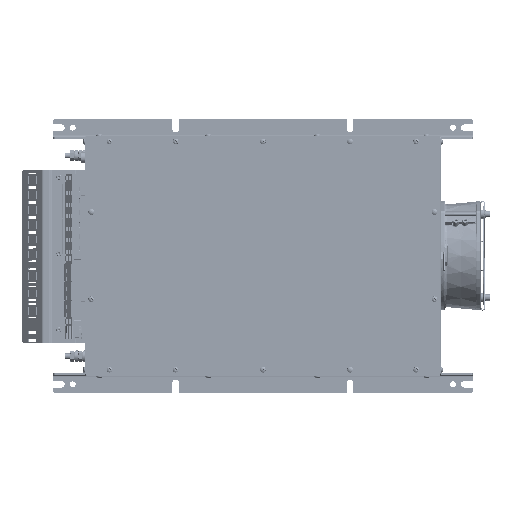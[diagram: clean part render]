
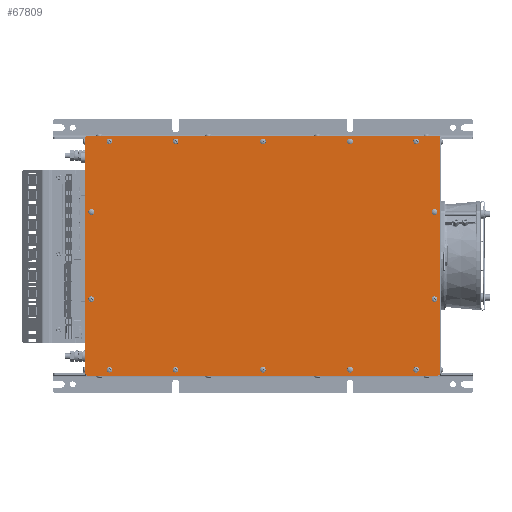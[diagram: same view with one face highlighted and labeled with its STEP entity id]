
A CAD part, top view. The second image highlights one B-rep face of the part: STEP entity #67809.
In plain terms, the highlighted planar face has unit normal (0, 0, 1).
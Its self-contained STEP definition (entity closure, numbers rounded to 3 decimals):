
#4285=LINE('',#100110,#10378);
#4291=LINE('',#100131,#10384);
#4295=LINE('',#100142,#10388);
#4296=LINE('',#100144,#10389);
#10378=VECTOR('',#80229,482.);
#10384=VECTOR('',#80249,482.);
#10388=VECTOR('',#80263,324.);
#10389=VECTOR('',#80266,324.);
#15846=PLANE('',#71714);
#17798=FACE_BOUND('',#22759,.T.);
#17799=FACE_BOUND('',#22760,.T.);
#17800=FACE_BOUND('',#22761,.T.);
#17801=FACE_BOUND('',#22762,.T.);
#17802=FACE_BOUND('',#22763,.T.);
#17803=FACE_BOUND('',#22764,.T.);
#17804=FACE_BOUND('',#22765,.T.);
#17805=FACE_BOUND('',#22766,.T.);
#17806=FACE_BOUND('',#22767,.T.);
#17807=FACE_BOUND('',#22768,.T.);
#17808=FACE_BOUND('',#22769,.T.);
#17809=FACE_BOUND('',#22770,.T.);
#17810=FACE_BOUND('',#22771,.T.);
#17811=FACE_BOUND('',#22772,.T.);
#18860=FACE_OUTER_BOUND('',#22758,.T.);
#22758=EDGE_LOOP('',(#49543,#49544,#49545,#49546,#49547,#49548,#49549,#49550));
#22759=EDGE_LOOP('',(#49551));
#22760=EDGE_LOOP('',(#49552));
#22761=EDGE_LOOP('',(#49553));
#22762=EDGE_LOOP('',(#49554));
#22763=EDGE_LOOP('',(#49555));
#22764=EDGE_LOOP('',(#49556));
#22765=EDGE_LOOP('',(#49557));
#22766=EDGE_LOOP('',(#49558));
#22767=EDGE_LOOP('',(#49559));
#22768=EDGE_LOOP('',(#49560));
#22769=EDGE_LOOP('',(#49561));
#22770=EDGE_LOOP('',(#49562));
#22771=EDGE_LOOP('',(#49563));
#22772=EDGE_LOOP('',(#49564));
#26707=CIRCLE('',#71657,2.5);
#26709=CIRCLE('',#71660,2.5);
#26711=CIRCLE('',#71663,2.5);
#26713=CIRCLE('',#71666,2.5);
#26715=CIRCLE('',#71669,2.5);
#26717=CIRCLE('',#71672,2.5);
#26719=CIRCLE('',#71675,2.5);
#26721=CIRCLE('',#71678,2.5);
#26723=CIRCLE('',#71681,2.5);
#26725=CIRCLE('',#71684,2.5);
#26727=CIRCLE('',#71687,2.5);
#26729=CIRCLE('',#71690,2.5);
#26731=CIRCLE('',#71693,2.5);
#26733=CIRCLE('',#71696,2.5);
#26734=CIRCLE('',#71698,3.);
#26739=CIRCLE('',#71706,3.);
#26740=CIRCLE('',#71709,3.);
#26741=CIRCLE('',#71711,3.);
#30481=VERTEX_POINT('',#100029);
#30483=VERTEX_POINT('',#100034);
#30485=VERTEX_POINT('',#100039);
#30487=VERTEX_POINT('',#100044);
#30489=VERTEX_POINT('',#100049);
#30491=VERTEX_POINT('',#100054);
#30493=VERTEX_POINT('',#100059);
#30495=VERTEX_POINT('',#100064);
#30497=VERTEX_POINT('',#100069);
#30499=VERTEX_POINT('',#100074);
#30501=VERTEX_POINT('',#100079);
#30503=VERTEX_POINT('',#100084);
#30505=VERTEX_POINT('',#100089);
#30507=VERTEX_POINT('',#100094);
#30508=VERTEX_POINT('',#100097);
#30509=VERTEX_POINT('',#100098);
#30513=VERTEX_POINT('',#100108);
#30519=VERTEX_POINT('',#100124);
#30520=VERTEX_POINT('',#100125);
#30521=VERTEX_POINT('',#100130);
#30522=VERTEX_POINT('',#100134);
#30523=VERTEX_POINT('',#100138);
#37973=EDGE_CURVE('',#30481,#30481,#26707,.T.);
#37975=EDGE_CURVE('',#30483,#30483,#26709,.T.);
#37977=EDGE_CURVE('',#30485,#30485,#26711,.T.);
#37979=EDGE_CURVE('',#30487,#30487,#26713,.T.);
#37981=EDGE_CURVE('',#30489,#30489,#26715,.T.);
#37983=EDGE_CURVE('',#30491,#30491,#26717,.T.);
#37985=EDGE_CURVE('',#30493,#30493,#26719,.T.);
#37987=EDGE_CURVE('',#30495,#30495,#26721,.T.);
#37989=EDGE_CURVE('',#30497,#30497,#26723,.T.);
#37991=EDGE_CURVE('',#30499,#30499,#26725,.T.);
#37993=EDGE_CURVE('',#30501,#30501,#26727,.T.);
#37995=EDGE_CURVE('',#30503,#30503,#26729,.T.);
#37997=EDGE_CURVE('',#30505,#30505,#26731,.T.);
#37999=EDGE_CURVE('',#30507,#30507,#26733,.T.);
#38000=EDGE_CURVE('',#30508,#30509,#26734,.T.);
#38006=EDGE_CURVE('',#30513,#30508,#4285,.T.);
#38013=EDGE_CURVE('',#30519,#30520,#26739,.T.);
#38016=EDGE_CURVE('',#30520,#30521,#4291,.T.);
#38018=EDGE_CURVE('',#30521,#30522,#26740,.T.);
#38020=EDGE_CURVE('',#30523,#30513,#26741,.T.);
#38022=EDGE_CURVE('',#30509,#30519,#4295,.T.);
#38023=EDGE_CURVE('',#30522,#30523,#4296,.T.);
#49543=ORIENTED_EDGE('',*,*,#38000,.F.);
#49544=ORIENTED_EDGE('',*,*,#38006,.F.);
#49545=ORIENTED_EDGE('',*,*,#38020,.F.);
#49546=ORIENTED_EDGE('',*,*,#38023,.F.);
#49547=ORIENTED_EDGE('',*,*,#38018,.F.);
#49548=ORIENTED_EDGE('',*,*,#38016,.F.);
#49549=ORIENTED_EDGE('',*,*,#38013,.F.);
#49550=ORIENTED_EDGE('',*,*,#38022,.F.);
#49551=ORIENTED_EDGE('',*,*,#37973,.T.);
#49552=ORIENTED_EDGE('',*,*,#37975,.T.);
#49553=ORIENTED_EDGE('',*,*,#37977,.T.);
#49554=ORIENTED_EDGE('',*,*,#37979,.T.);
#49555=ORIENTED_EDGE('',*,*,#37981,.T.);
#49556=ORIENTED_EDGE('',*,*,#37983,.T.);
#49557=ORIENTED_EDGE('',*,*,#37985,.T.);
#49558=ORIENTED_EDGE('',*,*,#37987,.T.);
#49559=ORIENTED_EDGE('',*,*,#37989,.T.);
#49560=ORIENTED_EDGE('',*,*,#37991,.T.);
#49561=ORIENTED_EDGE('',*,*,#37993,.T.);
#49562=ORIENTED_EDGE('',*,*,#37995,.T.);
#49563=ORIENTED_EDGE('',*,*,#37997,.T.);
#49564=ORIENTED_EDGE('',*,*,#37999,.T.);
#67809=ADVANCED_FACE('',(#18860,#17798,#17799,#17800,#17801,#17802,#17803,
#17804,#17805,#17806,#17807,#17808,#17809,#17810,#17811),#15846,.T.);
#71657=AXIS2_PLACEMENT_3D('',#100030,#80137,#80138);
#71660=AXIS2_PLACEMENT_3D('',#100035,#80143,#80144);
#71663=AXIS2_PLACEMENT_3D('',#100040,#80149,#80150);
#71666=AXIS2_PLACEMENT_3D('',#100045,#80155,#80156);
#71669=AXIS2_PLACEMENT_3D('',#100050,#80161,#80162);
#71672=AXIS2_PLACEMENT_3D('',#100055,#80167,#80168);
#71675=AXIS2_PLACEMENT_3D('',#100060,#80173,#80174);
#71678=AXIS2_PLACEMENT_3D('',#100065,#80179,#80180);
#71681=AXIS2_PLACEMENT_3D('',#100070,#80185,#80186);
#71684=AXIS2_PLACEMENT_3D('',#100075,#80191,#80192);
#71687=AXIS2_PLACEMENT_3D('',#100080,#80197,#80198);
#71690=AXIS2_PLACEMENT_3D('',#100085,#80203,#80204);
#71693=AXIS2_PLACEMENT_3D('',#100090,#80209,#80210);
#71696=AXIS2_PLACEMENT_3D('',#100095,#80215,#80216);
#71698=AXIS2_PLACEMENT_3D('',#100099,#80219,#80220);
#71706=AXIS2_PLACEMENT_3D('',#100126,#80243,#80244);
#71709=AXIS2_PLACEMENT_3D('',#100135,#80253,#80254);
#71711=AXIS2_PLACEMENT_3D('',#100139,#80258,#80259);
#71714=AXIS2_PLACEMENT_3D('',#100145,#80267,#80268);
#80137=DIRECTION('center_axis',(0.,0.,-1.));
#80138=DIRECTION('ref_axis',(1.,0.,0.));
#80143=DIRECTION('center_axis',(0.,0.,-1.));
#80144=DIRECTION('ref_axis',(1.,0.,0.));
#80149=DIRECTION('center_axis',(0.,0.,-1.));
#80150=DIRECTION('ref_axis',(1.,0.,0.));
#80155=DIRECTION('center_axis',(0.,0.,-1.));
#80156=DIRECTION('ref_axis',(1.,0.,0.));
#80161=DIRECTION('center_axis',(0.,0.,-1.));
#80162=DIRECTION('ref_axis',(1.,0.,0.));
#80167=DIRECTION('center_axis',(0.,0.,-1.));
#80168=DIRECTION('ref_axis',(1.,0.,0.));
#80173=DIRECTION('center_axis',(0.,0.,-1.));
#80174=DIRECTION('ref_axis',(1.,0.,0.));
#80179=DIRECTION('center_axis',(0.,0.,-1.));
#80180=DIRECTION('ref_axis',(1.,0.,0.));
#80185=DIRECTION('center_axis',(0.,0.,-1.));
#80186=DIRECTION('ref_axis',(1.,0.,0.));
#80191=DIRECTION('center_axis',(0.,0.,-1.));
#80192=DIRECTION('ref_axis',(1.,0.,0.));
#80197=DIRECTION('center_axis',(0.,0.,-1.));
#80198=DIRECTION('ref_axis',(1.,0.,0.));
#80203=DIRECTION('center_axis',(0.,0.,-1.));
#80204=DIRECTION('ref_axis',(1.,0.,0.));
#80209=DIRECTION('center_axis',(0.,0.,-1.));
#80210=DIRECTION('ref_axis',(1.,0.,0.));
#80215=DIRECTION('center_axis',(0.,0.,-1.));
#80216=DIRECTION('ref_axis',(1.,0.,0.));
#80219=DIRECTION('center_axis',(0.,0.,-1.));
#80220=DIRECTION('ref_axis',(-0.707,-0.707,0.));
#80229=DIRECTION('',(-1.,0.,0.));
#80243=DIRECTION('center_axis',(0.,0.,-1.));
#80244=DIRECTION('ref_axis',(-0.707,0.707,0.));
#80249=DIRECTION('',(1.,0.,0.));
#80253=DIRECTION('center_axis',(0.,0.,-1.));
#80254=DIRECTION('ref_axis',(0.707,0.707,0.));
#80258=DIRECTION('center_axis',(0.,0.,-1.));
#80259=DIRECTION('ref_axis',(0.707,-0.707,0.));
#80263=DIRECTION('',(0.,1.,0.));
#80266=DIRECTION('',(0.,-1.,0.));
#80267=DIRECTION('center_axis',(0.,0.,1.));
#80268=DIRECTION('ref_axis',(1.,0.,0.));
#100029=CARTESIAN_POINT('',(213.5,-157.,1.));
#100030=CARTESIAN_POINT('Origin',(211.,-157.,1.));
#100034=CARTESIAN_POINT('',(122.5,-157.,1.));
#100035=CARTESIAN_POINT('Origin',(120.,-157.,1.));
#100039=CARTESIAN_POINT('',(2.5,-157.,1.));
#100040=CARTESIAN_POINT('Origin',(0.,-157.,1.));
#100044=CARTESIAN_POINT('',(-117.5,-157.,1.));
#100045=CARTESIAN_POINT('Origin',(-120.,-157.,1.));
#100049=CARTESIAN_POINT('',(-208.5,-157.,1.));
#100050=CARTESIAN_POINT('Origin',(-211.,-157.,1.));
#100054=CARTESIAN_POINT('',(-233.5,60.,1.));
#100055=CARTESIAN_POINT('Origin',(-236.,60.,1.));
#100059=CARTESIAN_POINT('',(-233.5,-60.,1.));
#100060=CARTESIAN_POINT('Origin',(-236.,-60.,1.));
#100064=CARTESIAN_POINT('',(238.5,-60.,1.));
#100065=CARTESIAN_POINT('Origin',(236.,-60.,1.));
#100069=CARTESIAN_POINT('',(238.5,60.,1.));
#100070=CARTESIAN_POINT('Origin',(236.,60.,1.));
#100074=CARTESIAN_POINT('',(213.5,157.,1.));
#100075=CARTESIAN_POINT('Origin',(211.,157.,1.));
#100079=CARTESIAN_POINT('',(122.5,157.,1.));
#100080=CARTESIAN_POINT('Origin',(120.,157.,1.));
#100084=CARTESIAN_POINT('',(2.5,157.,1.));
#100085=CARTESIAN_POINT('Origin',(0.,157.,1.));
#100089=CARTESIAN_POINT('',(-117.5,157.,1.));
#100090=CARTESIAN_POINT('Origin',(-120.,157.,1.));
#100094=CARTESIAN_POINT('',(-208.5,157.,1.));
#100095=CARTESIAN_POINT('Origin',(-211.,157.,1.));
#100097=CARTESIAN_POINT('',(-241.,-165.,1.));
#100098=CARTESIAN_POINT('',(-244.,-162.,1.));
#100099=CARTESIAN_POINT('Origin',(-241.,-162.,1.));
#100108=CARTESIAN_POINT('',(241.,-165.,1.));
#100110=CARTESIAN_POINT('',(-244.,-165.,1.));
#100124=CARTESIAN_POINT('',(-244.,162.,1.));
#100125=CARTESIAN_POINT('',(-241.,165.,1.));
#100126=CARTESIAN_POINT('Origin',(-241.,162.,1.));
#100130=CARTESIAN_POINT('',(241.,165.,1.));
#100131=CARTESIAN_POINT('',(244.,165.,1.));
#100134=CARTESIAN_POINT('',(244.,162.,1.));
#100135=CARTESIAN_POINT('Origin',(241.,162.,1.));
#100138=CARTESIAN_POINT('',(244.,-162.,1.));
#100139=CARTESIAN_POINT('Origin',(241.,-162.,1.));
#100142=CARTESIAN_POINT('',(-244.,165.,1.));
#100144=CARTESIAN_POINT('',(244.,-165.,1.));
#100145=CARTESIAN_POINT('Origin',(0.,0.,1.));
